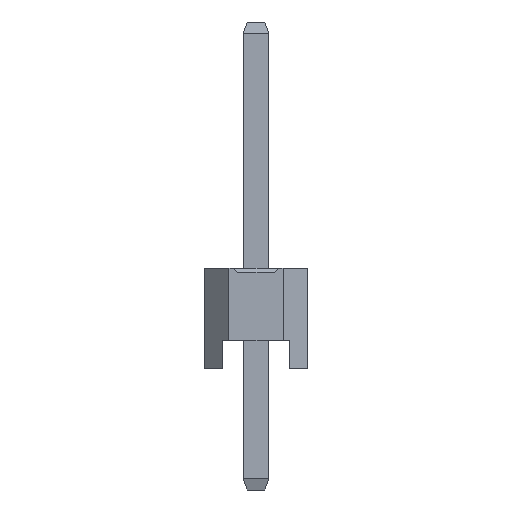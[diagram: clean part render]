
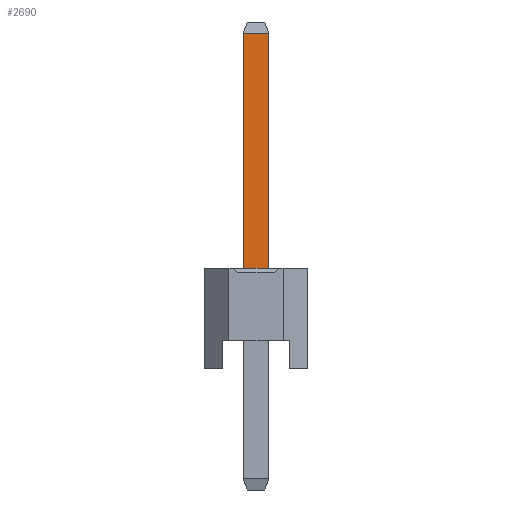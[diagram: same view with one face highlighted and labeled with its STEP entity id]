
A CAD part, left-side view. The second image highlights one B-rep face of the part: STEP entity #2690.
In plain terms, the highlighted planar face has unit normal (-1, 0, 0).
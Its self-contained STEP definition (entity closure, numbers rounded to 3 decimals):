
#2690=ADVANCED_FACE('',(#7013),#7015,.T.);
#7013=FACE_BOUND('',#7014,.T.);
#7014=EDGE_LOOP('',(#10399,#10400,#10401,#10402));
#7015=PLANE('',#7016);
#7016=AXIS2_PLACEMENT_3D('',#7017,#7018,#7019);
#7017=CARTESIAN_POINT('',(-0.32,0.32,-3.));
#7018=DIRECTION('',(-1.,0.,0.));
#7019=DIRECTION('',(0.,-1.,0.));
#10399=ORIENTED_EDGE('',*,*,#12376,.F.);
#10400=ORIENTED_EDGE('',*,*,#12371,.F.);
#10401=ORIENTED_EDGE('',*,*,#11726,.T.);
#10402=ORIENTED_EDGE('',*,*,#12375,.T.);
#11726=EDGE_CURVE('',#13410,#13414,#13416,.T.);
#12371=EDGE_CURVE('',#13410,#14380,#14383,.T.);
#12375=EDGE_CURVE('',#13414,#14387,#14389,.T.);
#12376=EDGE_CURVE('',#14380,#14387,#14390,.T.);
#13410=VERTEX_POINT('',#16296);
#13414=VERTEX_POINT('',#16304);
#13416=LINE('',#16308,#16309);
#14380=VERTEX_POINT('',#18558);
#14383=LINE('',#18565,#18566);
#14387=VERTEX_POINT('',#18575);
#14389=LINE('',#18579,#18580);
#14390=LINE('',#18582,#18583);
#16296=CARTESIAN_POINT('',(-0.32,0.32,2.5));
#16304=CARTESIAN_POINT('',(-0.32,-0.32,2.5));
#16308=CARTESIAN_POINT('',(-0.32,0.32,2.5));
#16309=VECTOR('',#16310,1.);
#16310=DIRECTION('',(0.,-1.,0.));
#18558=CARTESIAN_POINT('',(-0.32,0.32,8.325));
#18565=CARTESIAN_POINT('',(-0.32,0.32,2.5));
#18566=VECTOR('',#18567,1.);
#18567=DIRECTION('',(0.,0.,1.));
#18575=CARTESIAN_POINT('',(-0.32,-0.32,8.325));
#18579=CARTESIAN_POINT('',(-0.32,-0.32,2.5));
#18580=VECTOR('',#18581,1.);
#18581=DIRECTION('',(0.,0.,1.));
#18582=CARTESIAN_POINT('',(-0.32,0.32,8.325));
#18583=VECTOR('',#18584,1.);
#18584=DIRECTION('',(0.,-1.,0.));
